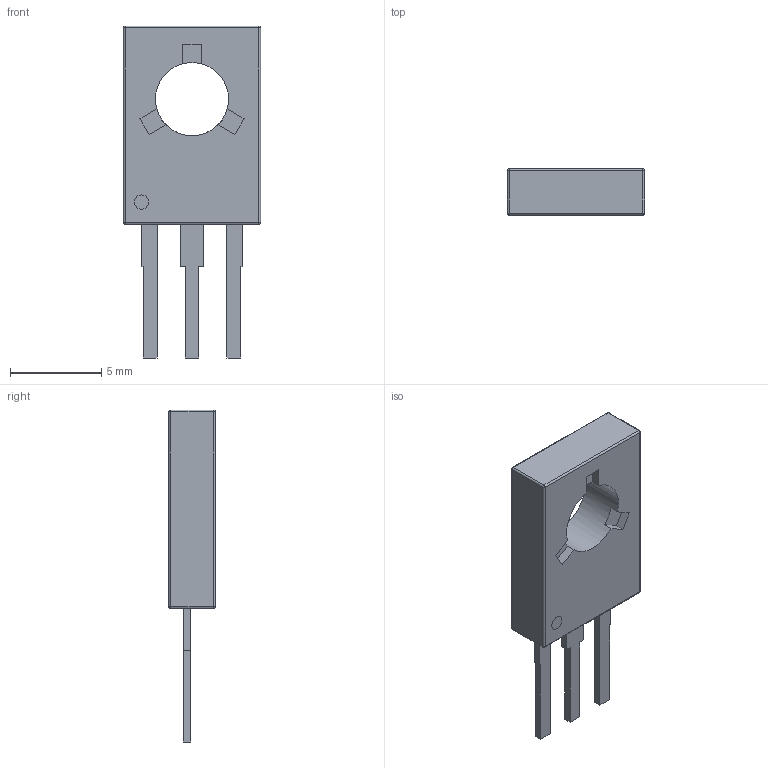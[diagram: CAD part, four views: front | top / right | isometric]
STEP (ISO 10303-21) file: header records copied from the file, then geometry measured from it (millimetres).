
FILE_DESCRIPTION (( 'STEP AP214' ), '1' );
FILE_NAME ('TO-126_L7.8-W2.7-P2.30-L.step', '2022-08-01T12:43:43', ( '' ), ( '' ), 'SwSTEP 2.0', 'SolidWorks 2020', '' );
FILE_SCHEMA (( 'AUTOMOTIVE_DESIGN' ));
Length unit declared in the file: millimetre
Products named in the file (1): TO-126_L7.8-W2.7-P2.30-L
Bounding box: 7.5 x 2.56 x 18.15 mm (x, y, z)
Volume: 181.3 mm3; surface area: 317.7 mm2
Topology: 1 solids, 1 shells, 294 faces, 791 edges, 514 vertices
Faces by surface type: plane 172, bspline 98, cylinder 16, sphere 8
Entity records: 12837 total; most frequent: CARTESIAN_POINT 2898, ORIENTED_EDGE 1566, DIRECTION 1015, EDGE_CURVE 783, VECTOR 545, LINE 545, VERTEX_POINT 514, EDGE_LOOP 319
